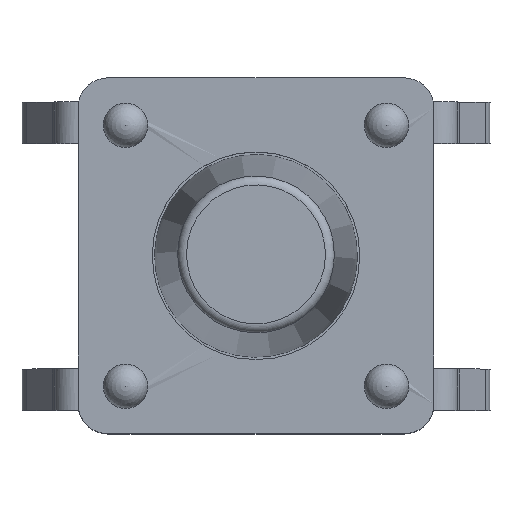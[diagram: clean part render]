
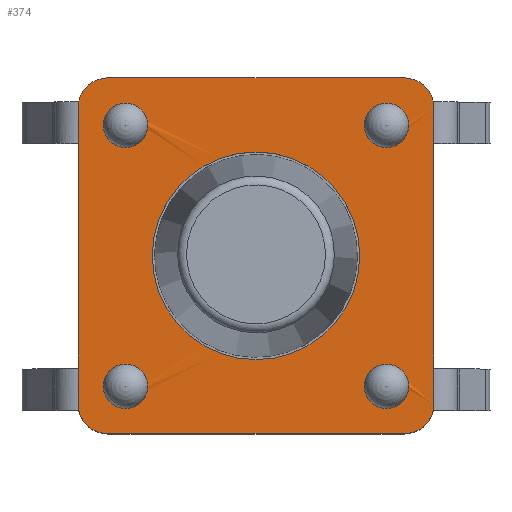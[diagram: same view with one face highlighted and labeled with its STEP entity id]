
A CAD part, top view. The second image highlights one B-rep face of the part: STEP entity #374.
In plain terms, the highlighted planar face has unit normal (0, 0, 1).
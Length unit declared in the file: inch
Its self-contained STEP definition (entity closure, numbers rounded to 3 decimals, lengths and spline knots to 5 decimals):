
#237=CARTESIAN_POINT('',(0.0689,0.,0.06732));
#238=VERTEX_POINT('',#237);
#239=CARTESIAN_POINT('',(0.,0.,0.06732));
#240=DIRECTION('',(0.0,0.0,-1.0));
#241=DIRECTION('',(-1.0,0.0,0.0));
#242=AXIS2_PLACEMENT_3D('',#239,#240,#241);
#243=CIRCLE('',#242,0.0689);
#244=EDGE_CURVE('',#238,#238,#243,.T.);
#252=CARTESIAN_POINT('',(-0.12992,-0.12992,0.06732));
#253=DIRECTION('',(0.0,0.0,1.0));
#254=DIRECTION('',(1.0,0.0,0.0));
#255=AXIS2_PLACEMENT_3D('',#252,#253,#254);
#256=PLANE('',#255);
#257=CARTESIAN_POINT('',(-0.09843,-0.11811,0.06732));
#258=VERTEX_POINT('',#257);
#259=CARTESIAN_POINT('',(-0.11811,-0.09843,0.06732));
#260=VERTEX_POINT('',#259);
#261=CARTESIAN_POINT('',(-0.09843,-0.09843,0.06732));
#262=DIRECTION('',(0.0,0.0,-1.0));
#263=DIRECTION('',(-0.707,-0.707,0.0));
#264=AXIS2_PLACEMENT_3D('',#261,#262,#263);
#265=CIRCLE('',#264,0.01969);
#266=EDGE_CURVE('',#258,#260,#265,.T.);
#267=ORIENTED_EDGE('',*,*,#266,.F.);
#268=CARTESIAN_POINT('',(0.09843,-0.11811,0.06732));
#269=VERTEX_POINT('',#268);
#270=CARTESIAN_POINT('',(0.09843,-0.11811,0.06732));
#271=DIRECTION('',(-1.0,0.0,0.0));
#272=VECTOR('',#271,0.19685);
#273=LINE('',#270,#272);
#274=EDGE_CURVE('',#269,#258,#273,.T.);
#275=ORIENTED_EDGE('',*,*,#274,.F.);
#276=CARTESIAN_POINT('',(0.11811,-0.09843,0.06732));
#277=VERTEX_POINT('',#276);
#278=CARTESIAN_POINT('',(0.09843,-0.09843,0.06732));
#279=DIRECTION('',(0.0,0.0,-1.0));
#280=DIRECTION('',(0.707,-0.707,0.0));
#281=AXIS2_PLACEMENT_3D('',#278,#279,#280);
#282=CIRCLE('',#281,0.01969);
#283=EDGE_CURVE('',#277,#269,#282,.T.);
#284=ORIENTED_EDGE('',*,*,#283,.F.);
#285=CARTESIAN_POINT('',(0.11811,0.09843,0.06732));
#286=VERTEX_POINT('',#285);
#287=CARTESIAN_POINT('',(0.11811,0.09843,0.06732));
#288=DIRECTION('',(0.0,-1.0,0.0));
#289=VECTOR('',#288,0.19685);
#290=LINE('',#287,#289);
#291=EDGE_CURVE('',#286,#277,#290,.T.);
#292=ORIENTED_EDGE('',*,*,#291,.F.);
#293=CARTESIAN_POINT('',(0.09843,0.11811,0.06732));
#294=VERTEX_POINT('',#293);
#295=CARTESIAN_POINT('',(0.09843,0.09843,0.06732));
#296=DIRECTION('',(0.0,0.0,-1.0));
#297=DIRECTION('',(0.707,0.707,0.0));
#298=AXIS2_PLACEMENT_3D('',#295,#296,#297);
#299=CIRCLE('',#298,0.01969);
#300=EDGE_CURVE('',#294,#286,#299,.T.);
#301=ORIENTED_EDGE('',*,*,#300,.F.);
#302=CARTESIAN_POINT('',(-0.09843,0.11811,0.06732));
#303=VERTEX_POINT('',#302);
#304=CARTESIAN_POINT('',(-0.09843,0.11811,0.06732));
#305=DIRECTION('',(1.0,0.0,0.0));
#306=VECTOR('',#305,0.19685);
#307=LINE('',#304,#306);
#308=EDGE_CURVE('',#303,#294,#307,.T.);
#309=ORIENTED_EDGE('',*,*,#308,.F.);
#310=CARTESIAN_POINT('',(-0.11811,0.09843,0.06732));
#311=VERTEX_POINT('',#310);
#312=CARTESIAN_POINT('',(-0.09843,0.09843,0.06732));
#313=DIRECTION('',(0.0,0.0,-1.0));
#314=DIRECTION('',(-0.707,0.707,0.0));
#315=AXIS2_PLACEMENT_3D('',#312,#313,#314);
#316=CIRCLE('',#315,0.01969);
#317=EDGE_CURVE('',#311,#303,#316,.T.);
#318=ORIENTED_EDGE('',*,*,#317,.F.);
#319=CARTESIAN_POINT('',(-0.11811,-0.09843,0.06732));
#320=DIRECTION('',(0.0,1.0,0.0));
#321=VECTOR('',#320,0.19685);
#322=LINE('',#319,#321);
#323=EDGE_CURVE('',#260,#311,#322,.T.);
#324=ORIENTED_EDGE('',*,*,#323,.F.);
#325=EDGE_LOOP('',(#267,#275,#284,#292,#301,#309,#318,#324));
#326=FACE_OUTER_BOUND('',#325,.T.);
#327=ORIENTED_EDGE('',*,*,#244,.T.);
#328=EDGE_LOOP('',(#327));
#329=FACE_BOUND('',#328,.T.);
#330=CARTESIAN_POINT('',(0.10138,-0.08661,0.06781));
#331=VERTEX_POINT('',#330);
#332=CARTESIAN_POINT('',(0.08661,-0.08661,0.06732));
#333=DIRECTION('',(0.0,0.0,1.0));
#334=DIRECTION('',(-1.0,0.0,0.0));
#335=AXIS2_PLACEMENT_3D('',#332,#333,#334);
#336=CIRCLE('',#335,0.01476);
#337=EDGE_CURVE('',#331,#331,#336,.T.);
#338=ORIENTED_EDGE('',*,*,#337,.F.);
#339=EDGE_LOOP('',(#338));
#340=FACE_BOUND('',#339,.T.);
#341=CARTESIAN_POINT('',(-0.07185,-0.08661,0.06781));
#342=VERTEX_POINT('',#341);
#343=CARTESIAN_POINT('',(-0.08661,-0.08661,0.06732));
#344=DIRECTION('',(0.0,0.0,1.0));
#345=DIRECTION('',(-1.0,0.0,0.0));
#346=AXIS2_PLACEMENT_3D('',#343,#344,#345);
#347=CIRCLE('',#346,0.01476);
#348=EDGE_CURVE('',#342,#342,#347,.T.);
#349=ORIENTED_EDGE('',*,*,#348,.F.);
#350=EDGE_LOOP('',(#349));
#351=FACE_BOUND('',#350,.T.);
#352=CARTESIAN_POINT('',(0.10138,0.08661,0.06781));
#353=VERTEX_POINT('',#352);
#354=CARTESIAN_POINT('',(0.08661,0.08661,0.06732));
#355=DIRECTION('',(0.0,0.0,1.0));
#356=DIRECTION('',(-1.0,0.0,0.0));
#357=AXIS2_PLACEMENT_3D('',#354,#355,#356);
#358=CIRCLE('',#357,0.01476);
#359=EDGE_CURVE('',#353,#353,#358,.T.);
#360=ORIENTED_EDGE('',*,*,#359,.F.);
#361=EDGE_LOOP('',(#360));
#362=FACE_BOUND('',#361,.T.);
#363=CARTESIAN_POINT('',(-0.07185,0.08661,0.06781));
#364=VERTEX_POINT('',#363);
#365=CARTESIAN_POINT('',(-0.08661,0.08661,0.06732));
#366=DIRECTION('',(0.0,0.0,1.0));
#367=DIRECTION('',(-1.0,0.0,0.0));
#368=AXIS2_PLACEMENT_3D('',#365,#366,#367);
#369=CIRCLE('',#368,0.01476);
#370=EDGE_CURVE('',#364,#364,#369,.T.);
#371=ORIENTED_EDGE('',*,*,#370,.F.);
#372=EDGE_LOOP('',(#371));
#373=FACE_BOUND('',#372,.T.);
#374=ADVANCED_FACE('',(#326,#329,#340,#351,#362,#373),#256,.T.);
